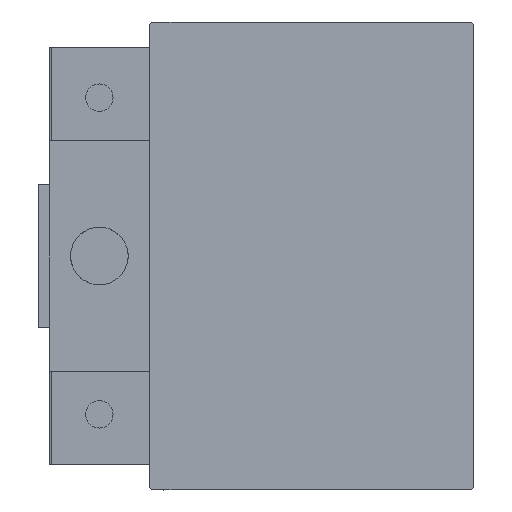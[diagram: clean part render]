
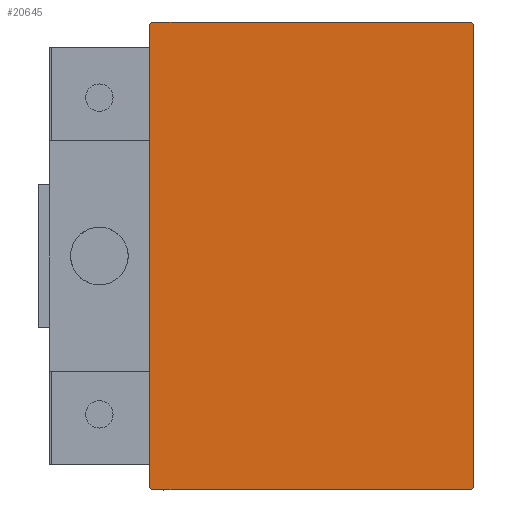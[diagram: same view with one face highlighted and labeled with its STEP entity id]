
A CAD part, left-side view. The second image highlights one B-rep face of the part: STEP entity #20645.
In plain terms, the highlighted face is planar.
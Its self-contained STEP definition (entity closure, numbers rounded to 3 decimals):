
#325 = VECTOR ( 'NONE', #41300, 1000. ) ;
#862 = LINE ( 'NONE', #27607, #19171 ) ;
#2685 = VECTOR ( 'NONE', #13943, 1000. ) ;
#3231 = ORIENTED_EDGE ( 'NONE', *, *, #13581, .T. ) ;
#3790 = VECTOR ( 'NONE', #21144, 1000. ) ;
#4042 = VERTEX_POINT ( 'NONE', #8567 ) ;
#5155 = LINE ( 'NONE', #38707, #22592 ) ;
#5712 = ORIENTED_EDGE ( 'NONE', *, *, #18760, .T. ) ;
#5756 = LINE ( 'NONE', #18112, #3790 ) ;
#6245 = LINE ( 'NONE', #44581, #325 ) ;
#6747 = EDGE_CURVE ( 'NONE', #10530, #18677, #46509, .T. ) ;
#6834 = EDGE_CURVE ( 'NONE', #4042, #10530, #28087, .T. ) ;
#7974 = ORIENTED_EDGE ( 'NONE', *, *, #10332, .T. ) ;
#8567 = CARTESIAN_POINT ( 'NONE',  ( 100., 22.2, 32.5 ) ) ;
#9072 = VECTOR ( 'NONE', #27843, 1000. ) ;
#9536 = CARTESIAN_POINT ( 'NONE',  ( 100., -22.5, 32.2 ) ) ;
#10308 = CARTESIAN_POINT ( 'NONE',  ( 100., 22.2, -32.5 ) ) ;
#10332 = EDGE_CURVE ( 'NONE', #18677, #36858, #13191, .T. ) ;
#10530 = VERTEX_POINT ( 'NONE', #40114 ) ;
#11404 = CARTESIAN_POINT ( 'NONE',  ( 100., -22.2, -32.5 ) ) ;
#12008 = VERTEX_POINT ( 'NONE', #11404 ) ;
#12209 = DIRECTION ( 'NONE',  ( 0., 1., 0. ) ) ;
#12322 = VERTEX_POINT ( 'NONE', #10308 ) ;
#12446 = CARTESIAN_POINT ( 'NONE',  ( 100., 22.5, 32.5 ) ) ;
#13191 = LINE ( 'NONE', #13433, #2685 ) ;
#13433 = CARTESIAN_POINT ( 'NONE',  ( 100., -22.5, 32.5 ) ) ;
#13581 = EDGE_CURVE ( 'NONE', #36858, #12008, #46063, .T. ) ;
#13943 = DIRECTION ( 'NONE',  ( 0., 0., -1. ) ) ;
#18112 = CARTESIAN_POINT ( 'NONE',  ( 100., 27.35, 27.35 ) ) ;
#18397 = CARTESIAN_POINT ( 'NONE',  ( 100., 22.5, 32.2 ) ) ;
#18425 = ORIENTED_EDGE ( 'NONE', *, *, #19979, .T. ) ;
#18677 = VERTEX_POINT ( 'NONE', #9536 ) ;
#18760 = EDGE_CURVE ( 'NONE', #32273, #4042, #5756, .T. ) ;
#19171 = VECTOR ( 'NONE', #47258, 1000. ) ;
#19979 = EDGE_CURVE ( 'NONE', #43667, #32273, #862, .T. ) ;
#20645 = ADVANCED_FACE ( 'NONE', ( #46155 ), #42366, .T. ) ;
#21144 = DIRECTION ( 'NONE',  ( 0., -0.707, 0.707 ) ) ;
#21212 = EDGE_LOOP ( 'NONE', ( #41008, #28675, #18425, #5712, #49463, #30640, #7974, #3231 ) ) ;
#22592 = VECTOR ( 'NONE', #12209, 1000. ) ;
#23187 = DIRECTION ( 'NONE',  ( 1., 0., 0. ) ) ;
#24302 = CARTESIAN_POINT ( 'NONE',  ( 100., -27.35, 27.35 ) ) ;
#27607 = CARTESIAN_POINT ( 'NONE',  ( 100., 22.5, -32.5 ) ) ;
#27843 = DIRECTION ( 'NONE',  ( 0., -1., 0. ) ) ;
#28087 = LINE ( 'NONE', #12446, #9072 ) ;
#28611 = EDGE_CURVE ( 'NONE', #12008, #12322, #5155, .T. ) ;
#28675 = ORIENTED_EDGE ( 'NONE', *, *, #42286, .T. ) ;
#30640 = ORIENTED_EDGE ( 'NONE', *, *, #6747, .T. ) ;
#31868 = DIRECTION ( 'NONE',  ( 0., -0.707, -0.707 ) ) ;
#32273 = VERTEX_POINT ( 'NONE', #18397 ) ;
#34230 = DIRECTION ( 'NONE',  ( 0., 0.707, -0.707 ) ) ;
#35540 = DIRECTION ( 'NONE',  ( 0., 0., -1. ) ) ;
#36823 = VECTOR ( 'NONE', #34230, 1000. ) ;
#36858 = VERTEX_POINT ( 'NONE', #37193 ) ;
#37193 = CARTESIAN_POINT ( 'NONE',  ( 100., -22.5, -32.2 ) ) ;
#37497 = CARTESIAN_POINT ( 'NONE',  ( 100., -27.35, -27.35 ) ) ;
#38707 = CARTESIAN_POINT ( 'NONE',  ( 100., -22.5, -32.5 ) ) ;
#39723 = VECTOR ( 'NONE', #31868, 1000. ) ;
#40114 = CARTESIAN_POINT ( 'NONE',  ( 100., -22.2, 32.5 ) ) ;
#41008 = ORIENTED_EDGE ( 'NONE', *, *, #28611, .T. ) ;
#41300 = DIRECTION ( 'NONE',  ( 0., 0.707, 0.707 ) ) ;
#42286 = EDGE_CURVE ( 'NONE', #12322, #43667, #6245, .T. ) ;
#42366 = PLANE ( 'NONE',  #45783 ) ;
#42968 = CARTESIAN_POINT ( 'NONE',  ( 100., 22.5, -32.2 ) ) ;
#43667 = VERTEX_POINT ( 'NONE', #42968 ) ;
#44581 = CARTESIAN_POINT ( 'NONE',  ( 100., 27.35, -27.35 ) ) ;
#45783 = AXIS2_PLACEMENT_3D ( 'NONE', #46889, #23187, #35540 ) ;
#46063 = LINE ( 'NONE', #37497, #36823 ) ;
#46155 = FACE_OUTER_BOUND ( 'NONE', #21212, .T. ) ;
#46509 = LINE ( 'NONE', #24302, #39723 ) ;
#46889 = CARTESIAN_POINT ( 'NONE',  ( 100., 0., 0. ) ) ;
#47258 = DIRECTION ( 'NONE',  ( 0., 0., 1. ) ) ;
#49463 = ORIENTED_EDGE ( 'NONE', *, *, #6834, .T. ) ;
